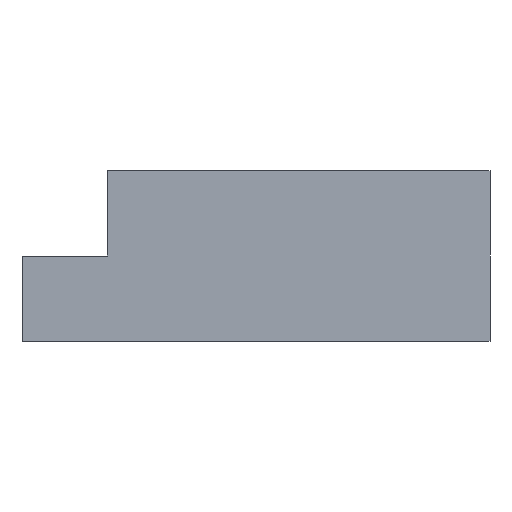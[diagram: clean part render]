
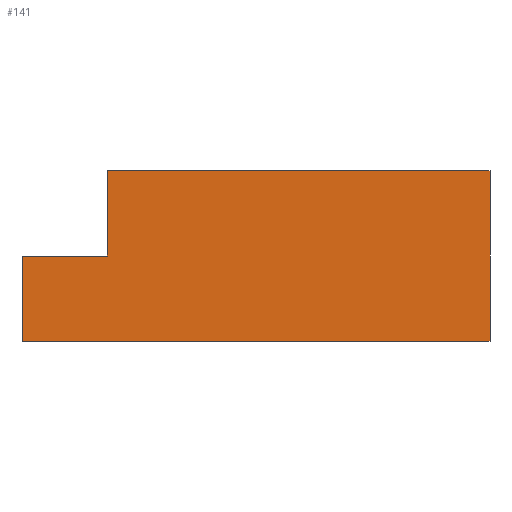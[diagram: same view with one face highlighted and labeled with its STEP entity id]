
A CAD part, front view. The second image highlights one B-rep face of the part: STEP entity #141.
In plain terms, the highlighted planar face has unit normal (0, -1, 0).
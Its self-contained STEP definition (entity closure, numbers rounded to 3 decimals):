
#7 = LINE ( 'NONE', #342, #469 ) ;
#17 = CARTESIAN_POINT ( 'NONE',  ( 0., 0., 20. ) ) ;
#18 = VECTOR ( 'NONE', #414, 1000. ) ;
#32 = ORIENTED_EDGE ( 'NONE', *, *, #453, .F. ) ;
#41 = LINE ( 'NONE', #444, #88 ) ;
#55 = DIRECTION ( 'NONE',  ( 1., 0., 0. ) ) ;
#74 = LINE ( 'NONE', #295, #18 ) ;
#85 = VECTOR ( 'NONE', #266, 1000. ) ;
#88 = VECTOR ( 'NONE', #408, 1000. ) ;
#99 = CARTESIAN_POINT ( 'NONE',  ( 10., 0., 20. ) ) ;
#115 = CARTESIAN_POINT ( 'NONE',  ( 0., 0., 0. ) ) ;
#117 = LINE ( 'NONE', #17, #384 ) ;
#138 = ORIENTED_EDGE ( 'NONE', *, *, #336, .T. ) ;
#141 = ADVANCED_FACE ( 'NONE', ( #200 ), #243, .F. ) ;
#153 = VERTEX_POINT ( 'NONE', #363 ) ;
#199 = VERTEX_POINT ( 'NONE', #115 ) ;
#200 = FACE_OUTER_BOUND ( 'NONE', #419, .T. ) ;
#204 = CARTESIAN_POINT ( 'NONE',  ( 0., 0., 20. ) ) ;
#243 = PLANE ( 'NONE',  #305 ) ;
#246 = DIRECTION ( 'NONE',  ( 0., 1., 0. ) ) ;
#266 = DIRECTION ( 'NONE',  ( 1., 0., 0. ) ) ;
#271 = LINE ( 'NONE', #474, #393 ) ;
#278 = ORIENTED_EDGE ( 'NONE', *, *, #404, .T. ) ;
#295 = CARTESIAN_POINT ( 'NONE',  ( 55., 0., 20. ) ) ;
#296 = VERTEX_POINT ( 'NONE', #374 ) ;
#305 = AXIS2_PLACEMENT_3D ( 'NONE', #204, #246, #320 ) ;
#312 = LINE ( 'NONE', #411, #85 ) ;
#317 = ORIENTED_EDGE ( 'NONE', *, *, #432, .T. ) ;
#320 = DIRECTION ( 'NONE',  ( 0., 0., 1. ) ) ;
#336 = EDGE_CURVE ( 'NONE', #450, #153, #41, .T. ) ;
#342 = CARTESIAN_POINT ( 'NONE',  ( 0., 0., 10. ) ) ;
#356 = EDGE_CURVE ( 'NONE', #296, #199, #271, .T. ) ;
#360 = ORIENTED_EDGE ( 'NONE', *, *, #461, .F. ) ;
#363 = CARTESIAN_POINT ( 'NONE',  ( 10., 0., 10. ) ) ;
#374 = CARTESIAN_POINT ( 'NONE',  ( 0., 0., 10. ) ) ;
#379 = VERTEX_POINT ( 'NONE', #407 ) ;
#380 = DIRECTION ( 'NONE',  ( -1., 0., 0. ) ) ;
#384 = VECTOR ( 'NONE', #55, 1000. ) ;
#393 = VECTOR ( 'NONE', #439, 1000. ) ;
#404 = EDGE_CURVE ( 'NONE', #153, #296, #7, .T. ) ;
#407 = CARTESIAN_POINT ( 'NONE',  ( 55., 0., 0. ) ) ;
#408 = DIRECTION ( 'NONE',  ( 0., 0., -1. ) ) ;
#411 = CARTESIAN_POINT ( 'NONE',  ( 0., 0., 0. ) ) ;
#414 = DIRECTION ( 'NONE',  ( 0., 0., -1. ) ) ;
#416 = CARTESIAN_POINT ( 'NONE',  ( 55., 0., 20. ) ) ;
#417 = ORIENTED_EDGE ( 'NONE', *, *, #356, .T. ) ;
#419 = EDGE_LOOP ( 'NONE', ( #138, #278, #417, #317, #360, #32 ) ) ;
#432 = EDGE_CURVE ( 'NONE', #199, #379, #312, .T. ) ;
#439 = DIRECTION ( 'NONE',  ( 0., 0., -1. ) ) ;
#444 = CARTESIAN_POINT ( 'NONE',  ( 10., 0., 20. ) ) ;
#450 = VERTEX_POINT ( 'NONE', #99 ) ;
#453 = EDGE_CURVE ( 'NONE', #450, #476, #117, .T. ) ;
#461 = EDGE_CURVE ( 'NONE', #476, #379, #74, .T. ) ;
#469 = VECTOR ( 'NONE', #380, 1000. ) ;
#474 = CARTESIAN_POINT ( 'NONE',  ( 0., 0., 20. ) ) ;
#476 = VERTEX_POINT ( 'NONE', #416 ) ;
